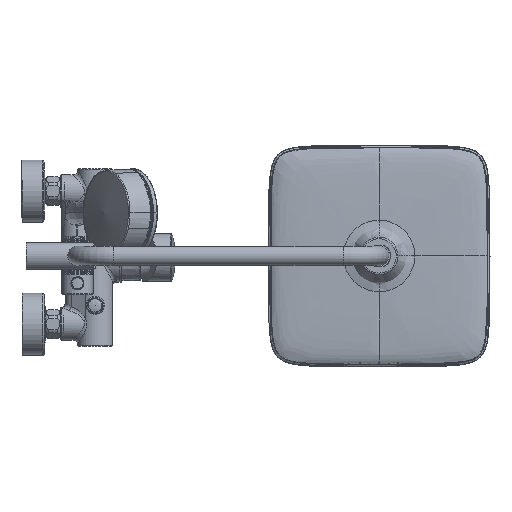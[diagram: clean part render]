
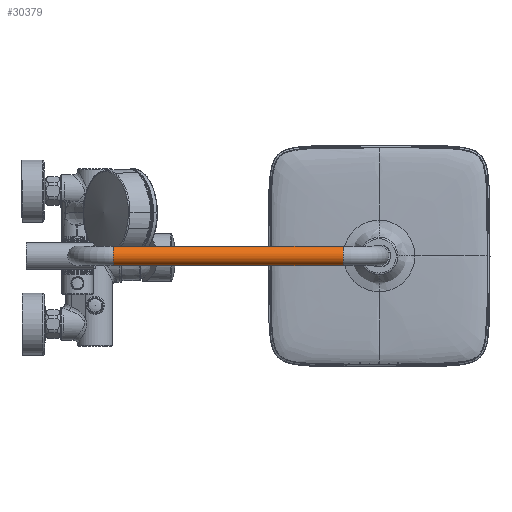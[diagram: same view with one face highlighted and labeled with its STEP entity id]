
A CAD part, top view. The second image highlights one B-rep face of the part: STEP entity #30379.
In plain terms, the highlighted cylindrical face has radius 11 mm (diameter 22 mm), a full revolution.
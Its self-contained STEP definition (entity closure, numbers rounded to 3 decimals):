
#5720=CYLINDRICAL_SURFACE('',#36040,11.);
#6627=ORIENTED_EDGE('',*,*,#13437,.T.);
#6628=ORIENTED_EDGE('',*,*,#13438,.F.);
#13437=EDGE_CURVE('',#18227,#18227,#22443,.F.);
#13438=EDGE_CURVE('',#18228,#18228,#22444,.F.);
#18227=VERTEX_POINT('',#46879);
#18228=VERTEX_POINT('',#46882);
#22443=CIRCLE('',#36039,11.);
#22444=CIRCLE('',#36041,11.);
#23549=EDGE_LOOP('',(#6627));
#23550=EDGE_LOOP('',(#6628));
#26806=FACE_BOUND('',#23549,.T.);
#26807=FACE_BOUND('',#23550,.T.);
#30379=ADVANCED_FACE('',(#26806,#26807),#5720,.T.);
#36039=AXIS2_PLACEMENT_3D('',#46878,#38904,#38905);
#36040=AXIS2_PLACEMENT_3D('',#46880,#38906,#38907);
#36041=AXIS2_PLACEMENT_3D('',#46881,#38908,#38909);
#38904=DIRECTION('',(1.,0.,0.));
#38905=DIRECTION('',(0.,0.,1.));
#38906=DIRECTION('',(1.,0.,0.));
#38907=DIRECTION('',(0.,0.,-1.));
#38908=DIRECTION('',(1.,0.,0.));
#38909=DIRECTION('',(0.,0.,1.));
#46878=CARTESIAN_POINT('',(299.5,0.,1096.));
#46879=CARTESIAN_POINT('',(299.5,0.,1107.));
#46880=CARTESIAN_POINT('',(40.5,0.,1096.));
#46881=CARTESIAN_POINT('',(40.5,0.,1096.));
#46882=CARTESIAN_POINT('',(40.5,0.,1107.));
